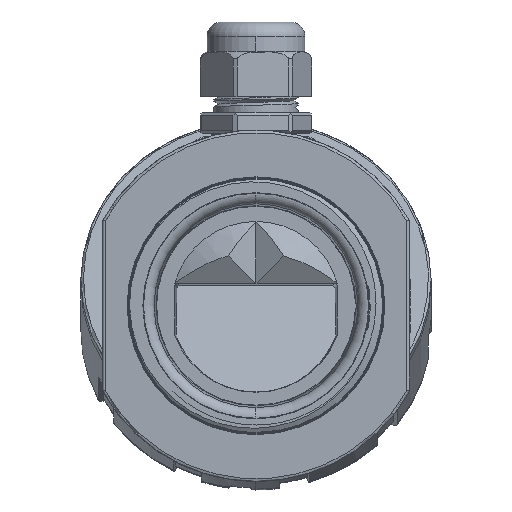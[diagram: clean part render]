
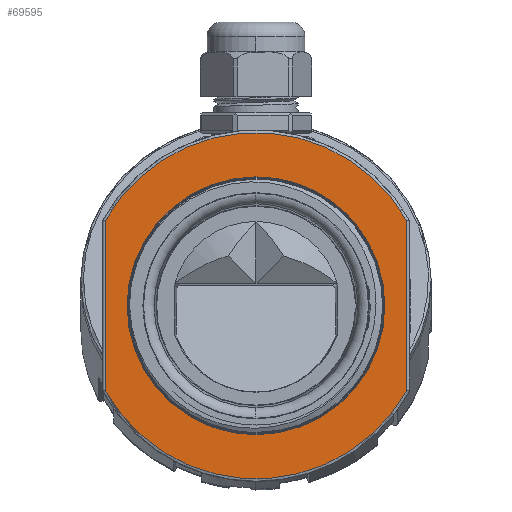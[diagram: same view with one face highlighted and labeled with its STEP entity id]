
A CAD part, front view. The second image highlights one B-rep face of the part: STEP entity #69595.
In plain terms, the highlighted planar face has unit normal (0, -1, 0).
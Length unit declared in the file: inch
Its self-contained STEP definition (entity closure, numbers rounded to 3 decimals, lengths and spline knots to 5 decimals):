
#321 = CARTESIAN_POINT ( 'NONE',  ( 0., -0.312, 0. ) ) ;
#829 = AXIS2_PLACEMENT_3D ( 'NONE', #36256, #24256, #59465 ) ;
#1127 = CARTESIAN_POINT ( 'NONE',  ( 1.435, -0.312, 0. ) ) ;
#2748 = DIRECTION ( 'NONE',  ( 0., -1., 0. ) ) ;
#3226 = VERTEX_POINT ( 'NONE', #45535 ) ;
#5702 = ORIENTED_EDGE ( 'NONE', *, *, #42397, .F. ) ;
#11086 = AXIS2_PLACEMENT_3D ( 'NONE', #321, #70952, #41357 ) ;
#11267 = EDGE_LOOP ( 'NONE', ( #47131, #44208 ) ) ;
#14113 = DIRECTION ( 'NONE',  ( 0., 0., -1. ) ) ;
#17315 = AXIS2_PLACEMENT_3D ( 'NONE', #75194, #28013, #75693 ) ;
#17703 = CARTESIAN_POINT ( 'NONE',  ( -1.435, -0.312, 0.80424 ) ) ;
#17855 = DIRECTION ( 'NONE',  ( 0., 1., 0. ) ) ;
#19166 = FACE_OUTER_BOUND ( 'NONE', #56080, .T. ) ;
#19836 = EDGE_CURVE ( 'NONE', #70008, #38193, #48074, .T. ) ;
#20305 = DIRECTION ( 'NONE',  ( 0., 0., 1. ) ) ;
#23762 = CARTESIAN_POINT ( 'NONE',  ( 0., -0.312, 1.225 ) ) ;
#24256 = DIRECTION ( 'NONE',  ( 0., 1., 0. ) ) ;
#25609 = EDGE_CURVE ( 'NONE', #3226, #70008, #54237, .T. ) ;
#25930 = CARTESIAN_POINT ( 'NONE',  ( 0., -0.312, 0. ) ) ;
#28013 = DIRECTION ( 'NONE',  ( 0., 1., 0. ) ) ;
#28563 = AXIS2_PLACEMENT_3D ( 'NONE', #25930, #2748, #20305 ) ;
#28804 = DIRECTION ( 'NONE',  ( 0., 0., 1. ) ) ;
#29304 = CARTESIAN_POINT ( 'NONE',  ( 0., -0.312, 0. ) ) ;
#30152 = VECTOR ( 'NONE', #71732, 39.37008 ) ;
#32230 = EDGE_CURVE ( 'NONE', #53660, #63650, #72235, .T. ) ;
#36256 = CARTESIAN_POINT ( 'NONE',  ( 0., -0.312, 0. ) ) ;
#38193 = VERTEX_POINT ( 'NONE', #41209 ) ;
#40168 = CIRCLE ( 'NONE', #829, 1.645 ) ;
#41209 = CARTESIAN_POINT ( 'NONE',  ( -1.435, -0.312, -0.80424 ) ) ;
#41357 = DIRECTION ( 'NONE',  ( 0., 0., 1. ) ) ;
#42397 = EDGE_CURVE ( 'NONE', #51818, #3226, #40168, .T. ) ;
#44208 = ORIENTED_EDGE ( 'NONE', *, *, #59494, .F. ) ;
#45535 = CARTESIAN_POINT ( 'NONE',  ( 1.435, -0.312, 0.80424 ) ) ;
#45804 = CARTESIAN_POINT ( 'NONE',  ( 1.435, -0.312, -0.80424 ) ) ;
#46496 = ORIENTED_EDGE ( 'NONE', *, *, #19836, .F. ) ;
#47131 = ORIENTED_EDGE ( 'NONE', *, *, #32230, .F. ) ;
#48074 = CIRCLE ( 'NONE', #17315, 1.645 ) ;
#48341 = FACE_BOUND ( 'NONE', #11267, .T. ) ;
#51818 = VERTEX_POINT ( 'NONE', #17703 ) ;
#53660 = VERTEX_POINT ( 'NONE', #23762 ) ;
#54237 = LINE ( 'NONE', #1127, #75242 ) ;
#56080 = EDGE_LOOP ( 'NONE', ( #5702, #69153, #46496, #56562 ) ) ;
#56562 = ORIENTED_EDGE ( 'NONE', *, *, #25609, .F. ) ;
#58389 = PLANE ( 'NONE',  #71942 ) ;
#59465 = DIRECTION ( 'NONE',  ( -1., 0., 0. ) ) ;
#59494 = EDGE_CURVE ( 'NONE', #63650, #53660, #63160, .T. ) ;
#63039 = LINE ( 'NONE', #65870, #30152 ) ;
#63160 = CIRCLE ( 'NONE', #28563, 1.225 ) ;
#63650 = VERTEX_POINT ( 'NONE', #67709 ) ;
#64036 = EDGE_CURVE ( 'NONE', #38193, #51818, #63039, .T. ) ;
#65870 = CARTESIAN_POINT ( 'NONE',  ( -1.435, -0.312, 0. ) ) ;
#67709 = CARTESIAN_POINT ( 'NONE',  ( 0., -0.312, -1.225 ) ) ;
#69153 = ORIENTED_EDGE ( 'NONE', *, *, #64036, .F. ) ;
#69595 = ADVANCED_FACE ( 'NONE', ( #19166, #48341 ), #58389, .F. ) ;
#70008 = VERTEX_POINT ( 'NONE', #45804 ) ;
#70952 = DIRECTION ( 'NONE',  ( 0., -1., 0. ) ) ;
#71732 = DIRECTION ( 'NONE',  ( 0., 0., 1. ) ) ;
#71942 = AXIS2_PLACEMENT_3D ( 'NONE', #29304, #17855, #28804 ) ;
#72235 = CIRCLE ( 'NONE', #11086, 1.225 ) ;
#75194 = CARTESIAN_POINT ( 'NONE',  ( 0., -0.312, 0. ) ) ;
#75242 = VECTOR ( 'NONE', #14113, 39.37008 ) ;
#75693 = DIRECTION ( 'NONE',  ( 0., 0., 1. ) ) ;
